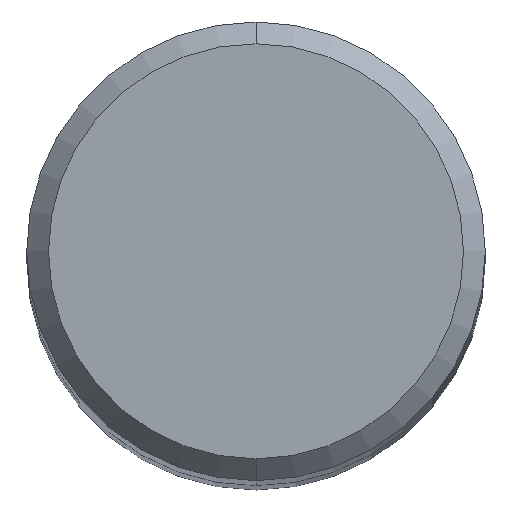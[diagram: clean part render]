
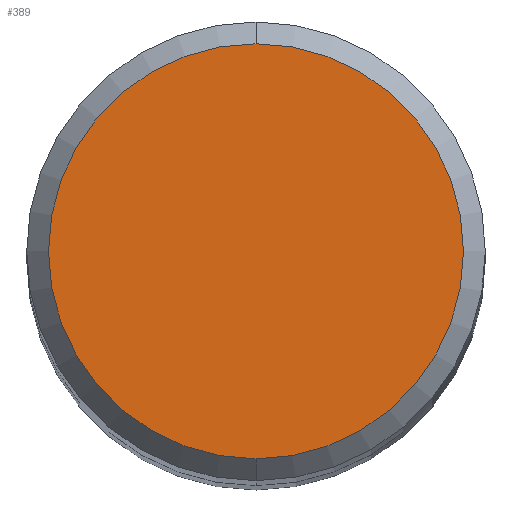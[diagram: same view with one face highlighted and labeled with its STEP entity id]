
A CAD part, top view. The second image highlights one B-rep face of the part: STEP entity #389.
In plain terms, the highlighted planar face has unit normal (0, 0, 1).
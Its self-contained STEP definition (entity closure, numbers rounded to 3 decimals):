
#195=VERTEX_POINT('',#474);
#251=VERTEX_POINT('',#538);
#283=EDGE_CURVE('',#251,#195,#575,.T.);
#389=ADVANCED_FACE('',(#688),#689,.T.);
#397=EDGE_CURVE('',#195,#251,#697,.T.);
#474=CARTESIAN_POINT('',(0.0,5.7,0.0));
#538=CARTESIAN_POINT('',(0.,-5.7,0.0));
#575=CIRCLE('',#1003,5.7);
#688=FACE_OUTER_BOUND('',#1335,.T.);
#689=PLANE('',#1336);
#697=CIRCLE('',#1349,5.7);
#1003=AXIS2_PLACEMENT_3D('',#1568,#1569,#1570);
#1335=EDGE_LOOP('',(#1660,#1661));
#1336=AXIS2_PLACEMENT_3D('',#1662,#1663,#1664);
#1349=AXIS2_PLACEMENT_3D('',#1667,#1668,#1669);
#1568=CARTESIAN_POINT('',(0.0,0.0,0.0));
#1569=DIRECTION('',(0.0,0.0,-1.0));
#1570=DIRECTION('',(0.0,1.0,0.0));
#1660=ORIENTED_EDGE('',*,*,#397,.F.);
#1661=ORIENTED_EDGE('',*,*,#283,.F.);
#1662=CARTESIAN_POINT('',(0.0,2.85,0.0));
#1663=DIRECTION('',(-0.0,0.0,1.0));
#1664=DIRECTION('',(0.0,-1.0,0.0));
#1667=CARTESIAN_POINT('',(0.0,0.0,0.0));
#1668=DIRECTION('',(0.0,0.0,-1.0));
#1669=DIRECTION('',(0.0,1.0,0.0));
